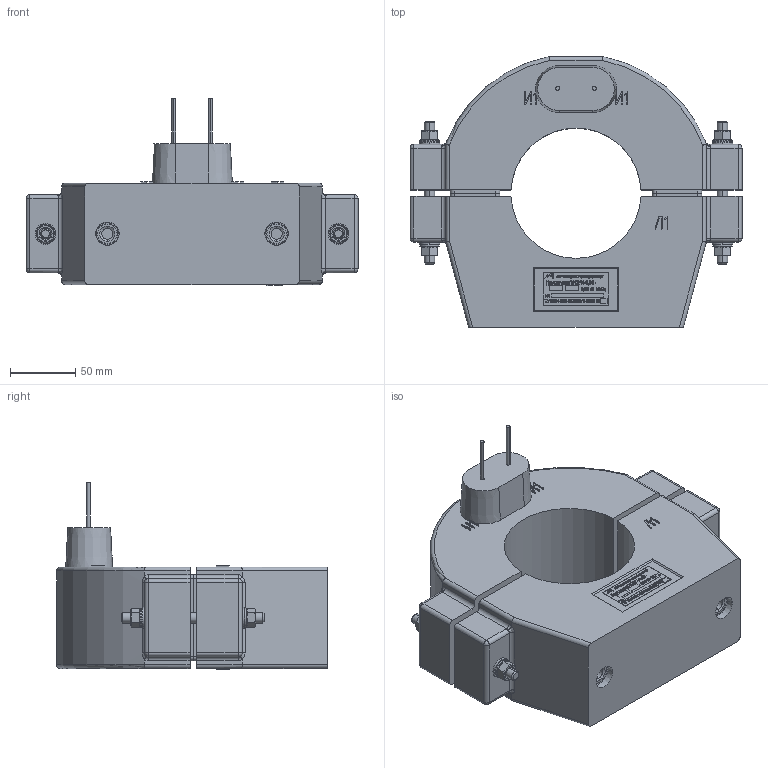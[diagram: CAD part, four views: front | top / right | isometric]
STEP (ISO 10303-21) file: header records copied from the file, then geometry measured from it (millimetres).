
FILE_DESCRIPTION (( 'STEP AP214' ), '1' );
FILE_NAME ('ﾒﾄﾇﾐﾋ-0,66-2ﾏ (2.1ﾏ; 2.2ﾏ).STEP', '2023-07-14T09:40:44', ( '' ), ( '' ), 'SwSTEP 2.0', 'SolidWorks 2014', '' );
FILE_SCHEMA (( 'AUTOMOTIVE_DESIGN' ));
Length unit declared in the file: millimetre
Products named in the file (15): ����.671323.502 ������ ������� ���� � ��������_-25 �����-0,66-2-� (����); Âèíò DIN 7985_Œ6å10; ÑÒ000152353 LIR 2.5 M6 Íàêîíå÷íèê î÷êîâûé 6 ïðîâ.2,5ìì Ò_90 £à; Ïðîâîä ÏÓÃÂ^ÂÅÈÓ.671323.502 Ñáîðêà äàò÷èêà òîêà ñ çàëèâêîé; Äîçàëèâêà^ÂÅÈÓ.671323.502 Ñáîðêà äàò÷èêà òîêà ñ çàëèâêîé; ��������^����.671323.502 ������ ������� ���� � ��������_�����-0,66-2.1 (����); ﾒﾄﾇﾐﾋ-0,66-2ﾏ (2.1ﾏ; 2.2ﾏ); øïèëüêà^ÈÁËÒ.671323.001 Äàò÷èê òîêà òðàíñôîðìàòîðíûé ðàçú¸ìíûé ÒÄÇÐË-0,66; Ãàéêà øåñòèãðàííàÿ DIN 934_8; ﾘ琺矜 DIN 127 B_8; ﾘ琺矜 DIN 125 ﾀ_8.01.019; ÂÅÈÓ.754312.178 Òàáëè÷êà íà äàò÷èê òîêà ÒÄÇÐË-0,66; ����.671323.502 ������ ������� ���� � ��������_-10 �����-0,66-2 (���); ��������^����.671323.502 ������ ������� ���� � ��������_�����-0,66-2.1 (���); Ãàéêà øåñòèãðàííàÿ DIN 934_10
Assembly tree (27 placements, depth 3):
  ﾒﾄﾇﾐﾋ-0,66-2ﾏ (2.1ﾏ; 2.2ﾏ)
    ����.671323.502 ������ ������� ���� � ��������_-25 �����-0,66-2-� (����)
      ��������^����.671323.502 ������ ������� ���� � ��������_�����-0,66-2.1 (����)
      Äîçàëèâêà^ÂÅÈÓ.671323.502 Ñáîðêà äàò÷èêà òîêà ñ çàëèâêîé
      Ïðîâîä ÏÓÃÂ^ÂÅÈÓ.671323.502 Ñáîðêà äàò÷èêà òîêà ñ çàëèâêîé
      ÑÒ000152353 LIR 2.5 M6 Íàêîíå÷íèê î÷êîâûé 6 ïðîâ.2,5ìì Ò_90 £à  x2
      Âèíò DIN 7985_Œ6å10  x2
    ����.671323.502 ������ ������� ���� � ��������_-10 �����-0,66-2 (���)
      Ãàéêà øåñòèãðàííàÿ DIN 934_10  x2
      ��������^����.671323.502 ������ ������� ���� � ��������_�����-0,66-2.1 (���)
    ÂÅÈÓ.754312.178 Òàáëè÷êà íà äàò÷èê òîêà ÒÄÇÐË-0,66
    ﾘ琺矜 DIN 125 ﾀ_8.01.019  x4
    ﾘ琺矜 DIN 127 B_8  x4
    Ãàéêà øåñòèãðàííàÿ DIN 934_8  x4
    øïèëüêà^ÈÁËÒ.671323.001 Äàò÷èê òîêà òðàíñôîðìàòîðíûé ðàçú¸ìíûé ÒÄÇÐË-0,66  x2
Bounding box: 255 x 208 x 143.8 mm (x, y, z)
Volume: 1855742.2 mm3; surface area: 320437.8 mm2
Topology: 26 solids, 65 shells, 2610 faces, 6693 edges, 4298 vertices
Faces by surface type: plane 1019, bspline 605, cylinder 524, torus 368, cone 86, sphere 8
Entity records: 116988 total; most frequent: CARTESIAN_POINT 47291, ORIENTED_EDGE 12566, DIRECTION 10349, EDGE_CURVE 6283, VERTEX_POINT 4047, AXIS2_PLACEMENT_3D 3551, LINE 3247, VECTOR 3247
